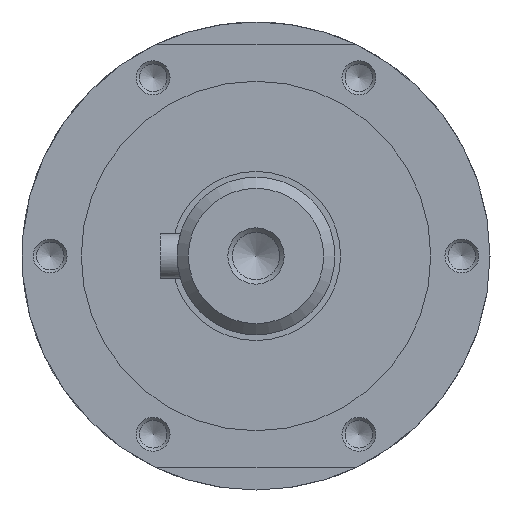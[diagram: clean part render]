
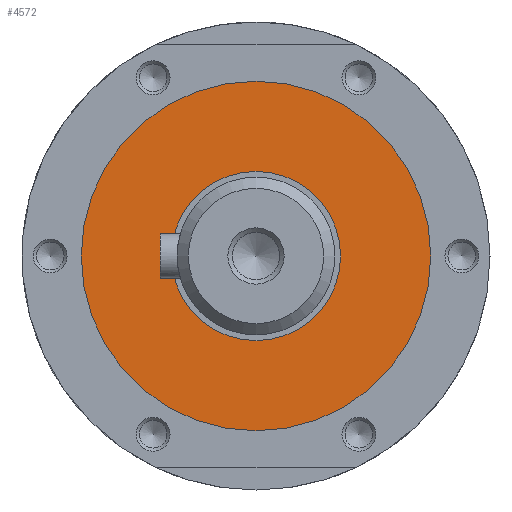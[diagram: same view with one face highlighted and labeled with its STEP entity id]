
A CAD part, left-side view. The second image highlights one B-rep face of the part: STEP entity #4572.
In plain terms, the highlighted planar face has unit normal (-1, 0, 0).
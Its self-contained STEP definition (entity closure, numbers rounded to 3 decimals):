
#874=FACE_BOUND('',#1193,.T.);
#926=FACE_OUTER_BOUND('',#1192,.T.);
#1192=EDGE_LOOP('',(#2920));
#1193=EDGE_LOOP('',(#2921));
#1508=CIRCLE('',#4896,31.);
#1509=CIRCLE('',#4897,15.);
#1776=VERTEX_POINT('',#6835);
#1777=VERTEX_POINT('',#6837);
#2235=EDGE_CURVE('',#1776,#1776,#1508,.T.);
#2236=EDGE_CURVE('',#1777,#1777,#1509,.T.);
#2920=ORIENTED_EDGE('',*,*,#2235,.F.);
#2921=ORIENTED_EDGE('',*,*,#2236,.F.);
#4181=PLANE('',#4895);
#4572=ADVANCED_FACE('',(#926,#874),#4181,.T.);
#4895=AXIS2_PLACEMENT_3D('',#6834,#5478,#5479);
#4896=AXIS2_PLACEMENT_3D('',#6836,#5480,#5481);
#4897=AXIS2_PLACEMENT_3D('',#6838,#5482,#5483);
#5478=DIRECTION('center_axis',(-1.,0.,0.));
#5479=DIRECTION('ref_axis',(0.,0.,1.));
#5480=DIRECTION('center_axis',(1.,0.,0.));
#5481=DIRECTION('ref_axis',(0.,1.,0.));
#5482=DIRECTION('center_axis',(-1.,0.,0.));
#5483=DIRECTION('ref_axis',(0.,0.,
-1.));
#6834=CARTESIAN_POINT('Origin',(-238.19,32.575,0.));
#6835=CARTESIAN_POINT('',(-238.19,-31.,0.));
#6836=CARTESIAN_POINT('Origin',(-238.19,0.,
0.));
#6837=CARTESIAN_POINT('',(-238.19,0.,15.));
#6838=CARTESIAN_POINT('Origin',(-238.19,0.,
0.));
